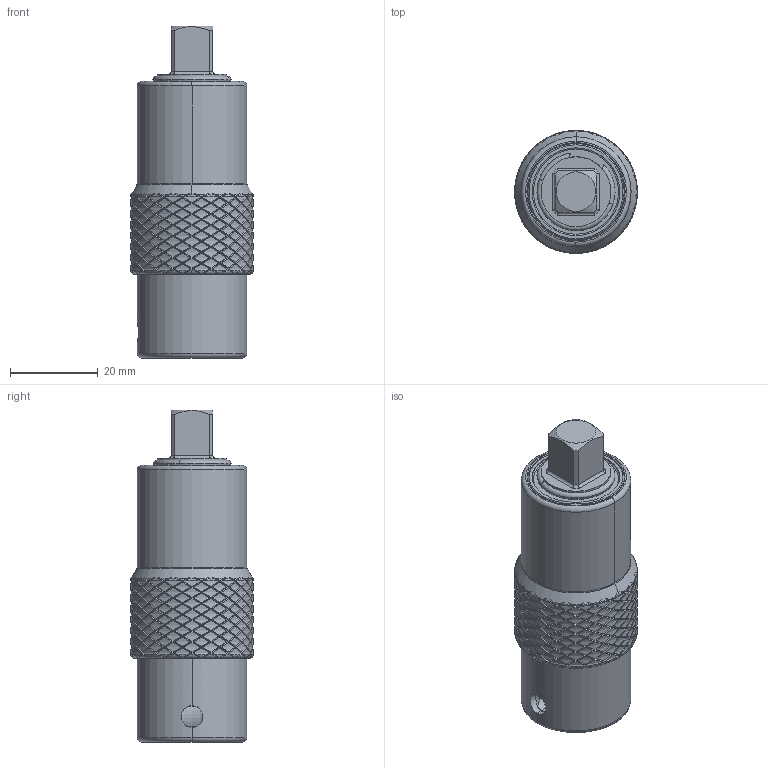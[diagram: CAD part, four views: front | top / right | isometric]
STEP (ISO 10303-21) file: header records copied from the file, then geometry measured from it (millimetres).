
FILE_DESCRIPTION((''),'2;1');
FILE_NAME('4027123640_ASM','2023-08-30T09:57:58',('a00565553'),(''),'CREO PARAMETRIC BY PTC INC, 2022414','CREO PARAMETRIC BY PTC INC, 2022414','');
FILE_SCHEMA(('CONFIG_CONTROL_DESIGN','GEOMETRIC_VALIDATION_PROPERTIES_MIM'));
Products named in the file (1): 4027123640_ASM
Bounding box: 28 x 28 x 75.7 mm (x, y, z)
Surface area: 9978.1 mm2 (no closed solid volume)
Topology: 0 solids, 8 shells, 1667 faces, 3601 edges, 1931 vertices
Faces by surface type: bspline 1200, cylinder 356, torus 69, plane 28, cone 14
Entity records: 87799 total; most frequent: CARTESIAN_POINT 49690, ORIENTED_EDGE 7098, EDGE_CURVE 3599, B_SPLINE_CURVE_WITH_KNOTS 2665, DIRECTION 2151, VERTEX_POINT 1931, EDGE_LOOP 1676, FACE_OUTER_BOUND 1667
